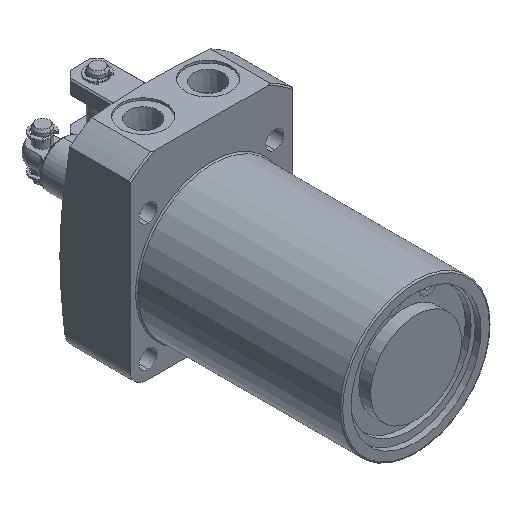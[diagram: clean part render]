
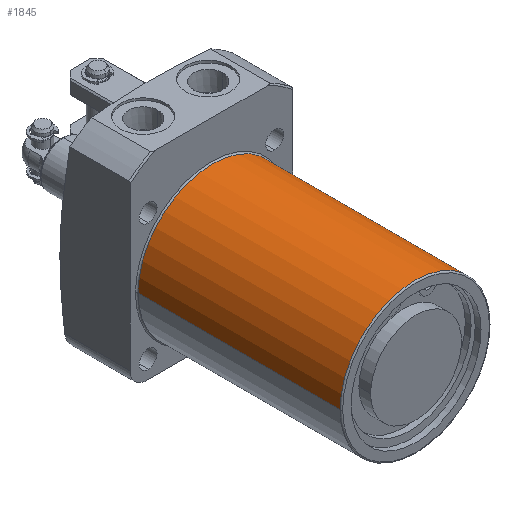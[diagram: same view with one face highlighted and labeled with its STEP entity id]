
A CAD part, isometric view. The second image highlights one B-rep face of the part: STEP entity #1845.
In plain terms, the highlighted cylindrical face has radius 23 mm (diameter 46 mm), a partial arc.
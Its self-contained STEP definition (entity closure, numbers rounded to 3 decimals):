
#449 = VECTOR ( 'NONE', #6504, 1000. ) ;
#451 = AXIS2_PLACEMENT_3D ( 'NONE', #6507, #6508, #6509 ) ;
#833 = ORIENTED_EDGE ( 'NONE', *, *, #9553, .F. ) ;
#834 = ORIENTED_EDGE ( 'NONE', *, *, #9550, .T. ) ;
#835 = ORIENTED_EDGE ( 'NONE', *, *, #9552, .F. ) ;
#836 = ORIENTED_EDGE ( 'NONE', *, *, #9551, .T. ) ;
#1845 = ADVANCED_FACE ( 'NONE', ( #10006 ), #10000, .T. ) ;
#1898 = AXIS2_PLACEMENT_3D ( 'NONE', #6501, #6505, #6506 ) ;
#3651 = CARTESIAN_POINT ( 'NONE',  ( 0., 0., 0. ) ) ;
#3652 = DIRECTION ( 'NONE',  ( 0., 1., 0. ) ) ;
#3653 = DIRECTION ( 'NONE',  ( -1., 0., 0. ) ) ;
#4072 = CARTESIAN_POINT ( 'NONE',  ( 23., -24.6, 0. ) ) ;
#4154 = CARTESIAN_POINT ( 'NONE',  ( -23., -24.6, 0. ) ) ;
#4157 = CARTESIAN_POINT ( 'NONE',  ( -23., -86.8, 0. ) ) ;
#4158 = CARTESIAN_POINT ( 'NONE',  ( 23., -86.8, 0. ) ) ;
#5418 = VERTEX_POINT ( 'NONE', #4072 ) ;
#5516 = EDGE_LOOP ( 'NONE', ( #836, #834, #835, #833 ) ) ;
#5917 = VECTOR ( 'NONE', #6513, 1000. ) ;
#6501 = CARTESIAN_POINT ( 'NONE',  ( 0., -86.8, 0. ) ) ;
#6502 = LINE ( 'NONE', #6503, #449 ) ;
#6503 = CARTESIAN_POINT ( 'NONE',  ( 23., 0., 0. ) ) ;
#6504 = DIRECTION ( 'NONE',  ( 0., 1., 0. ) ) ;
#6505 = DIRECTION ( 'NONE',  ( 0., 1., 0. ) ) ;
#6506 = DIRECTION ( 'NONE',  ( -1., 0., 0. ) ) ;
#6507 = CARTESIAN_POINT ( 'NONE',  ( 0., -24.6, 0. ) ) ;
#6508 = DIRECTION ( 'NONE',  ( 0., 1., 0. ) ) ;
#6509 = DIRECTION ( 'NONE',  ( -1., 0., 0. ) ) ;
#6511 = LINE ( 'NONE', #6512, #5917 ) ;
#6512 = CARTESIAN_POINT ( 'NONE',  ( -23., 0., 0. ) ) ;
#6513 = DIRECTION ( 'NONE',  ( 0., 1., 0. ) ) ;
#6760 = VERTEX_POINT ( 'NONE', #4154 ) ;
#6763 = VERTEX_POINT ( 'NONE', #4157 ) ;
#6764 = VERTEX_POINT ( 'NONE', #4158 ) ;
#7047 = CIRCLE ( 'NONE', #1898, 23. ) ;
#7048 = CIRCLE ( 'NONE', #451, 23. ) ;
#9550 = EDGE_CURVE ( 'NONE', #6764, #5418, #6502, .T. ) ;
#9551 = EDGE_CURVE ( 'NONE', #6763, #6764, #7047, .T. ) ;
#9552 = EDGE_CURVE ( 'NONE', #6760, #5418, #7048, .T. ) ;
#9553 = EDGE_CURVE ( 'NONE', #6763, #6760, #6511, .T. ) ;
#10000 = CYLINDRICAL_SURFACE ( 'NONE', #10001, 23. ) ;
#10001 = AXIS2_PLACEMENT_3D ( 'NONE', #3651, #3652, #3653 ) ;
#10006 = FACE_OUTER_BOUND ( 'NONE', #5516, .T. ) ;
